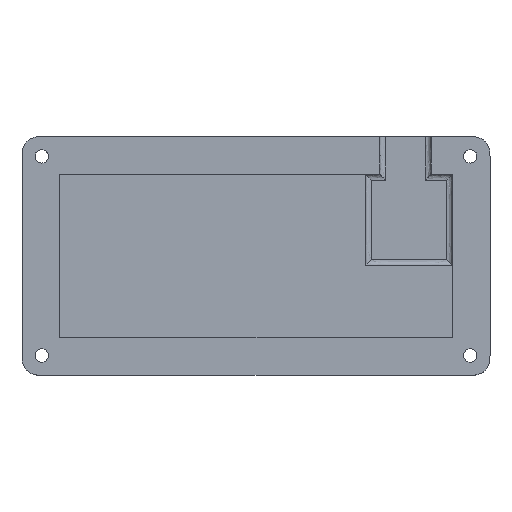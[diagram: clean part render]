
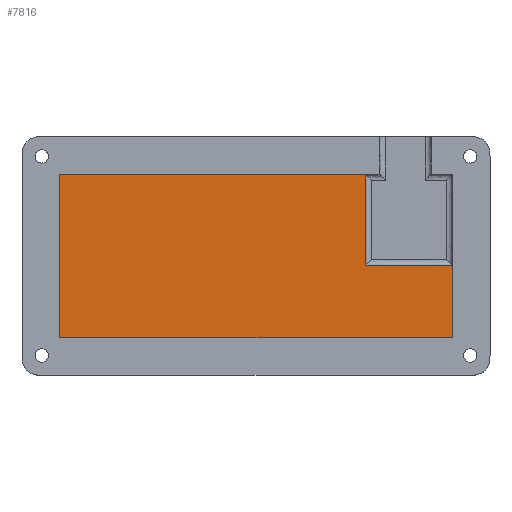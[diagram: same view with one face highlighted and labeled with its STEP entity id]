
A CAD part, top view. The second image highlights one B-rep face of the part: STEP entity #7816.
In plain terms, the highlighted planar face has unit normal (0, 0, 1).
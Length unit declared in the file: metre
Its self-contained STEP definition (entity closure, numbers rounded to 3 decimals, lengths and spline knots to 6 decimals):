
#1259=ORIENTED_EDGE('',*,*,#3622,.F.);
#1260=ORIENTED_EDGE('',*,*,#3584,.F.);
#1261=ORIENTED_EDGE('',*,*,#3576,.T.);
#1262=ORIENTED_EDGE('',*,*,#3594,.T.);
#1263=ORIENTED_EDGE('',*,*,#3566,.F.);
#1264=ORIENTED_EDGE('',*,*,#3624,.F.);
#3566=EDGE_CURVE('',#4779,#4780,#5389,.T.);
#3576=EDGE_CURVE('',#4788,#4789,#5394,.T.);
#3584=EDGE_CURVE('',#4788,#4792,#5401,.T.);
#3594=EDGE_CURVE('',#4789,#4780,#5405,.T.);
#3622=EDGE_CURVE('',#4792,#4816,#5414,.T.);
#3624=EDGE_CURVE('',#4816,#4779,#5415,.T.);
#4779=VERTEX_POINT('',#11033);
#4780=VERTEX_POINT('',#11035);
#4788=VERTEX_POINT('',#11062);
#4789=VERTEX_POINT('',#11063);
#4792=VERTEX_POINT('',#11071);
#4816=VERTEX_POINT('',#11333);
#5389=LINE('',#11034,#6072);
#5394=LINE('',#11061,#6077);
#5401=LINE('',#11081,#6084);
#5405=LINE('',#11119,#6088);
#5414=LINE('',#11339,#6097);
#5415=LINE('',#11345,#6098);
#6072=VECTOR('',#8809,1.);
#6077=VECTOR('',#8834,1.);
#6084=VECTOR('',#8843,1.);
#6088=VECTOR('',#8855,1.);
#6097=VECTOR('',#8906,1.);
#6098=VECTOR('',#8909,1.);
#6689=EDGE_LOOP('',(#1259,#1260,#1261,#1262,#1263,#1264));
#7180=FACE_BOUND('',#6689,.T.);
#7618=PLANE('',#8320);
#7816=ADVANCED_FACE('',(#7180),#7618,.T.);
#8320=AXIS2_PLACEMENT_3D('',#11346,#8910,#8911);
#8809=DIRECTION('',(0.,-1.,0.));
#8834=DIRECTION('',(0.,-1.,0.));
#8843=DIRECTION('',(1.,0.,0.));
#8855=DIRECTION('',(1.,0.,0.));
#8906=DIRECTION('',(0.,-1.,0.));
#8909=DIRECTION('',(1.,0.,0.));
#8910=DIRECTION('',(0.,0.,1.));
#8911=DIRECTION('',(1.,0.,0.));
#11033=CARTESIAN_POINT('',(-0.003288,0.02285,0.0055));
#11034=CARTESIAN_POINT('',(-0.003288,0.025175,0.0055));
#11035=CARTESIAN_POINT('',(-0.003288,0.0045,0.0055));
#11061=CARTESIAN_POINT('',(-0.102588,0.025175,0.0055));
#11062=CARTESIAN_POINT('',(-0.102588,0.04585,0.0055));
#11063=CARTESIAN_POINT('',(-0.102588,0.0045,0.0055));
#11071=CARTESIAN_POINT('',(-0.025288,0.04585,0.0055));
#11081=CARTESIAN_POINT('',(-0.052938,0.04585,0.0055));
#11119=CARTESIAN_POINT('',(-0.052938,0.0045,0.0055));
#11333=CARTESIAN_POINT('',(-0.025288,0.02285,0.0055));
#11339=CARTESIAN_POINT('',(-0.025288,0.03435,0.0055));
#11345=CARTESIAN_POINT('',(-0.014288,0.02285,0.0055));
#11346=CARTESIAN_POINT('',(-0.052938,0.029925,0.0055));
